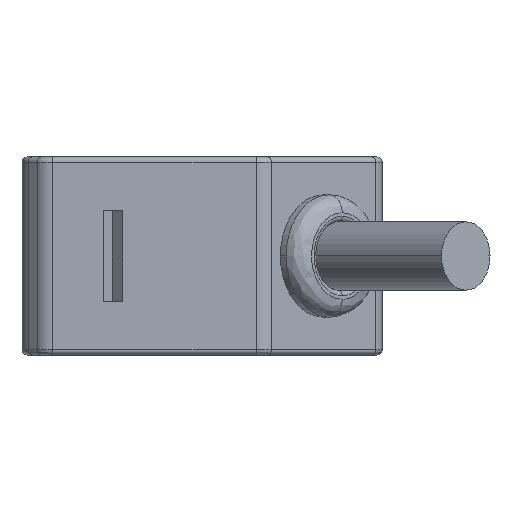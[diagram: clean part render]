
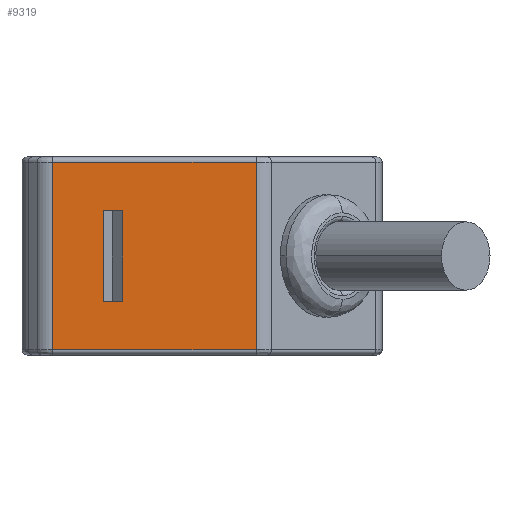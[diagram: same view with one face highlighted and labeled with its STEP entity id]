
A CAD part, front view. The second image highlights one B-rep face of the part: STEP entity #9319.
In plain terms, the highlighted planar face has unit normal (0, -1, 0).
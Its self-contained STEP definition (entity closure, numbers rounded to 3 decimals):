
#20 = EDGE_CURVE ( 'NONE', #7613, #3190, #8153, .T. ) ;
#94 = CARTESIAN_POINT ( 'NONE',  ( 27.35, 51.34, 2.5 ) ) ;
#124 = DIRECTION ( 'NONE',  ( 0., 0., -1. ) ) ;
#299 = DIRECTION ( 'NONE',  ( -1., 0., 0. ) ) ;
#328 = CARTESIAN_POINT ( 'NONE',  ( 33.003, 51.34, -5.2 ) ) ;
#732 = EDGE_CURVE ( 'NONE', #3190, #5130, #7663, .T. ) ;
#840 = CARTESIAN_POINT ( 'NONE',  ( 25.6, 51.34, 2.5 ) ) ;
#925 = CARTESIAN_POINT ( 'NONE',  ( 27.35, 51.34, -2.5 ) ) ;
#955 = DIRECTION ( 'NONE',  ( 0., 0., -1. ) ) ;
#959 = DIRECTION ( 'NONE',  ( -1., 0., 0. ) ) ;
#1059 = VECTOR ( 'NONE', #2858, 1000. ) ;
#1094 = EDGE_CURVE ( 'NONE', #1304, #8435, #5843, .T. ) ;
#1217 = VERTEX_POINT ( 'NONE', #840 ) ;
#1304 = VERTEX_POINT ( 'NONE', #9725 ) ;
#1359 = VECTOR ( 'NONE', #955, 1000. ) ;
#1715 = FACE_OUTER_BOUND ( 'NONE', #5823, .T. ) ;
#1859 = EDGE_CURVE ( 'NONE', #8435, #3092, #3548, .T. ) ;
#1949 = VECTOR ( 'NONE', #5635, 1000. ) ;
#2253 = ORIENTED_EDGE ( 'NONE', *, *, #1859, .T. ) ;
#2313 = LINE ( 'NONE', #4660, #7662 ) ;
#2787 = FACE_BOUND ( 'NONE', #9659, .T. ) ;
#2842 = ORIENTED_EDGE ( 'NONE', *, *, #4838, .T. ) ;
#2858 = DIRECTION ( 'NONE',  ( 0., 0., 1. ) ) ;
#2891 = ORIENTED_EDGE ( 'NONE', *, *, #20, .T. ) ;
#3011 = ORIENTED_EDGE ( 'NONE', *, *, #9332, .F. ) ;
#3092 = VERTEX_POINT ( 'NONE', #9768 ) ;
#3154 = ORIENTED_EDGE ( 'NONE', *, *, #1094, .T. ) ;
#3190 = VERTEX_POINT ( 'NONE', #5864 ) ;
#3485 = DIRECTION ( 'NONE',  ( 0., -1., 0. ) ) ;
#3548 = LINE ( 'NONE', #9624, #1059 ) ;
#3727 = LINE ( 'NONE', #94, #7313 ) ;
#3902 = CARTESIAN_POINT ( 'NONE',  ( 33.003, 51.34, 5.2 ) ) ;
#4112 = PLANE ( 'NONE',  #6971 ) ;
#4151 = CARTESIAN_POINT ( 'NONE',  ( 33.003, 51.34, 5.2 ) ) ;
#4660 = CARTESIAN_POINT ( 'NONE',  ( 33.003, 51.34, 5.2 ) ) ;
#4838 = EDGE_CURVE ( 'NONE', #8099, #7613, #2313, .T. ) ;
#5035 = EDGE_CURVE ( 'NONE', #3092, #1217, #3727, .T. ) ;
#5130 = VERTEX_POINT ( 'NONE', #7106 ) ;
#5454 = DIRECTION ( 'NONE',  ( 0., 0., 1. ) ) ;
#5635 = DIRECTION ( 'NONE',  ( -1., 0., 0. ) ) ;
#5823 = EDGE_LOOP ( 'NONE', ( #3011, #2842, #2891, #7034 ) ) ;
#5843 = LINE ( 'NONE', #925, #9691 ) ;
#5864 = CARTESIAN_POINT ( 'NONE',  ( 21.697, 51.34, 5.2 ) ) ;
#6223 = VECTOR ( 'NONE', #299, 1000. ) ;
#6283 = CARTESIAN_POINT ( 'NONE',  ( 24.5, 51.34, -2.5 ) ) ;
#6633 = ORIENTED_EDGE ( 'NONE', *, *, #8472, .T. ) ;
#6971 = AXIS2_PLACEMENT_3D ( 'NONE', #4151, #3485, #7150 ) ;
#7034 = ORIENTED_EDGE ( 'NONE', *, *, #732, .T. ) ;
#7070 = CARTESIAN_POINT ( 'NONE',  ( 25.6, 51.34, 0. ) ) ;
#7106 = CARTESIAN_POINT ( 'NONE',  ( 21.697, 51.34, -5.2 ) ) ;
#7150 = DIRECTION ( 'NONE',  ( -1., 0., 0. ) ) ;
#7313 = VECTOR ( 'NONE', #9225, 1000. ) ;
#7457 = LINE ( 'NONE', #7070, #7563 ) ;
#7563 = VECTOR ( 'NONE', #124, 1000. ) ;
#7613 = VERTEX_POINT ( 'NONE', #3902 ) ;
#7662 = VECTOR ( 'NONE', #5454, 1000. ) ;
#7663 = LINE ( 'NONE', #9283, #1359 ) ;
#7850 = CARTESIAN_POINT ( 'NONE',  ( 33.003, 51.34, 5.2 ) ) ;
#8099 = VERTEX_POINT ( 'NONE', #8216 ) ;
#8153 = LINE ( 'NONE', #7850, #6223 ) ;
#8216 = CARTESIAN_POINT ( 'NONE',  ( 33.003, 51.34, -5.2 ) ) ;
#8435 = VERTEX_POINT ( 'NONE', #6283 ) ;
#8472 = EDGE_CURVE ( 'NONE', #1217, #1304, #7457, .T. ) ;
#8659 = ORIENTED_EDGE ( 'NONE', *, *, #5035, .T. ) ;
#9225 = DIRECTION ( 'NONE',  ( 1., 0., 0. ) ) ;
#9283 = CARTESIAN_POINT ( 'NONE',  ( 21.697, 51.34, 5.2 ) ) ;
#9319 = ADVANCED_FACE ( 'NONE', ( #2787, #1715 ), #4112, .T. ) ;
#9332 = EDGE_CURVE ( 'NONE', #8099, #5130, #9460, .T. ) ;
#9460 = LINE ( 'NONE', #328, #1949 ) ;
#9624 = CARTESIAN_POINT ( 'NONE',  ( 24.5, 51.34, 0. ) ) ;
#9659 = EDGE_LOOP ( 'NONE', ( #6633, #3154, #2253, #8659 ) ) ;
#9691 = VECTOR ( 'NONE', #959, 1000. ) ;
#9725 = CARTESIAN_POINT ( 'NONE',  ( 25.6, 51.34, -2.5 ) ) ;
#9768 = CARTESIAN_POINT ( 'NONE',  ( 24.5, 51.34, 2.5 ) ) ;
